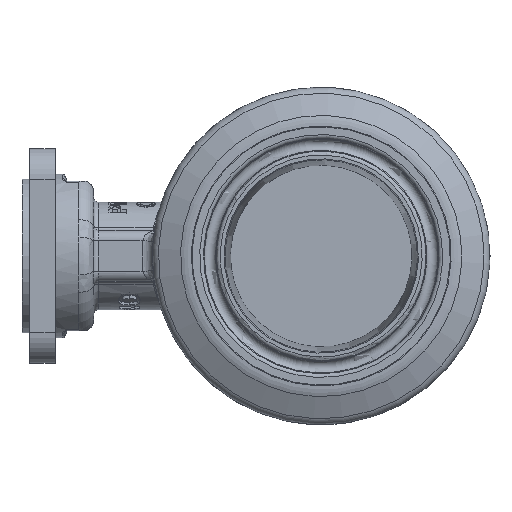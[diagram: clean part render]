
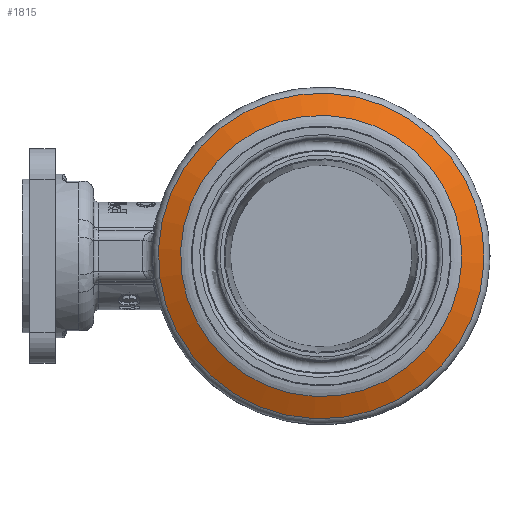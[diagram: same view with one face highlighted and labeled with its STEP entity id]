
A CAD part, left-side view. The second image highlights one B-rep face of the part: STEP entity #1815.
In plain terms, the highlighted conical face has half-angle 65.225 degrees and reference radius 33 mm.
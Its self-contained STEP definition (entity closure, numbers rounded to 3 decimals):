
#83=CONICAL_SURFACE('',#11027,33.,65.225);
#398=FACE_BOUND('',#3232,.T.);
#399=FACE_BOUND('',#3233,.T.);
#1815=ADVANCED_FACE('NONE',(#398,#399),#83,.T.);
#3232=EDGE_LOOP('',(#6409));
#3233=EDGE_LOOP('',(#6410));
#3620=CIRCLE('',#11025,31.838);
#3621=CIRCLE('',#11026,27.497);
#6409=ORIENTED_EDGE('',*,*,#8920,.T.);
#6410=ORIENTED_EDGE('',*,*,#8921,.T.);
#7479=VERTEX_POINT('',#22538);
#7480=VERTEX_POINT('',#22540);
#8920=EDGE_CURVE('NONE',#7479,#7479,#3620,.T.);
#8921=EDGE_CURVE('NONE',#7480,#7480,#3621,.T.);
#11025=AXIS2_PLACEMENT_3D('',#22537,#13457,#13458);
#11026=AXIS2_PLACEMENT_3D('',#22539,#13459,#13460);
#11027=AXIS2_PLACEMENT_3D('',#22541,#13461,#13462);
#13457=DIRECTION('',(-1.,0.,0.));
#13458=DIRECTION('',(0.,0.383,-0.924));
#13459=DIRECTION('',(1.,0.,0.));
#13460=DIRECTION('',(0.,0.383,-0.924));
#13461=DIRECTION('',(1.,0.,0.));
#13462=DIRECTION('',(0.,0.383,-0.924));
#22537=CARTESIAN_POINT('',(-38.787,-9.009,-6.706));
#22538=CARTESIAN_POINT('',(-38.787,3.175,-36.121));
#22539=CARTESIAN_POINT('',(-40.79,-9.009,-6.706));
#22540=CARTESIAN_POINT('',(-40.79,1.513,-32.11));
#22541=CARTESIAN_POINT('',(-38.251,-9.009,-6.706));
